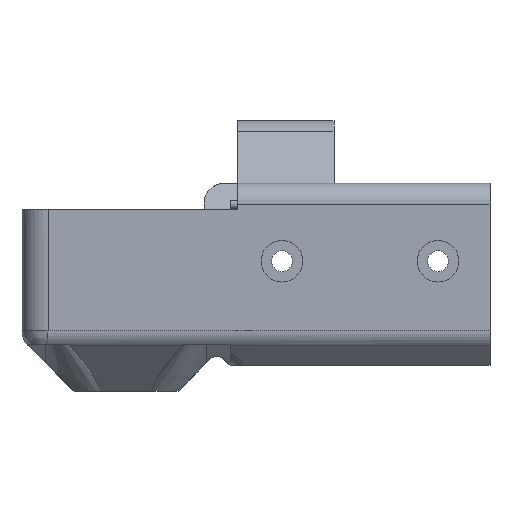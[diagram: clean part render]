
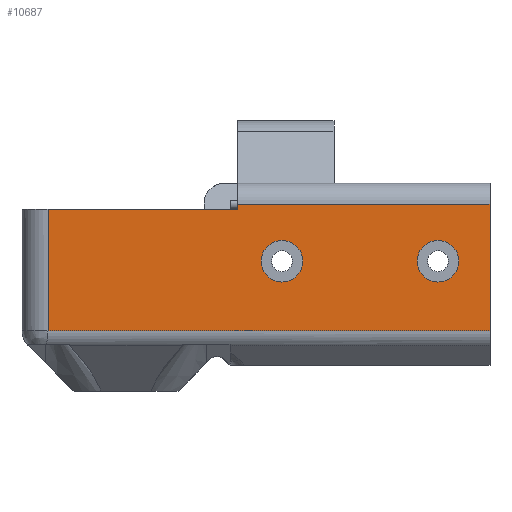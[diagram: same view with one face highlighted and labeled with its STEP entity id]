
A CAD part, left-side view. The second image highlights one B-rep face of the part: STEP entity #10687.
In plain terms, the highlighted planar face has unit normal (-1, 0, 0).
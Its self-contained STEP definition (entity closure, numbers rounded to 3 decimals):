
#140 = PLANE('',#141);
#141 = AXIS2_PLACEMENT_3D('',#142,#143,#144);
#142 = CARTESIAN_POINT('',(0.924,-1.933,0.));
#143 = DIRECTION('',(0.,0.,1.));
#144 = DIRECTION('',(1.,0.,0.));
#1029 = PLANE('',#1030);
#1030 = AXIS2_PLACEMENT_3D('',#1031,#1032,#1033);
#1031 = CARTESIAN_POINT('',(4.05,-21.5,14.95));
#1032 = DIRECTION('',(0.,1.,0.));
#1033 = DIRECTION('',(0.,0.,-1.));
#1103 = PLANE('',#1104);
#1104 = AXIS2_PLACEMENT_3D('',#1105,#1106,#1107);
#1105 = CARTESIAN_POINT('',(-7.393,-70.,-11.27));
#1106 = DIRECTION('',(0.,-1.,0.));
#1107 = DIRECTION('',(0.,0.,1.));
#2731 = VERTEX_POINT('',#2732);
#2732 = CARTESIAN_POINT('',(-20.,-21.5,0.));
#2753 = EDGE_CURVE('',#2754,#2731,#2756,.T.);
#2754 = VERTEX_POINT('',#2755);
#2755 = CARTESIAN_POINT('',(-20.,15.,0.));
#2756 = SURFACE_CURVE('',#2757,(#2761,#2768),.PCURVE_S1.);
#2757 = LINE('',#2758,#2759);
#2758 = CARTESIAN_POINT('',(-20.,20.,0.));
#2759 = VECTOR('',#2760,1.);
#2760 = DIRECTION('',(-0.,-1.,-0.));
#2761 = PCURVE('',#140,#2762);
#2762 = DEFINITIONAL_REPRESENTATION('',(#2763),#2767);
#2763 = LINE('',#2764,#2765);
#2764 = CARTESIAN_POINT('',(-20.924,21.933));
#2765 = VECTOR('',#2766,1.);
#2766 = DIRECTION('',(-0.,-1.));
#2767 = ( GEOMETRIC_REPRESENTATION_CONTEXT(2) 
PARAMETRIC_REPRESENTATION_CONTEXT() REPRESENTATION_CONTEXT('2D SPACE',''
  ) );
#2768 = PCURVE('',#2769,#2774);
#2769 = PLANE('',#2770);
#2770 = AXIS2_PLACEMENT_3D('',#2771,#2772,#2773);
#2771 = CARTESIAN_POINT('',(-20.,-25.151,-12.151));
#2772 = DIRECTION('',(-1.,-0.,-0.));
#2773 = DIRECTION('',(0.,0.,-1.));
#2774 = DEFINITIONAL_REPRESENTATION('',(#2775),#2779);
#2775 = LINE('',#2776,#2777);
#2776 = CARTESIAN_POINT('',(-12.151,-45.151));
#2777 = VECTOR('',#2778,1.);
#2778 = DIRECTION('',(-0.,1.));
#2779 = ( GEOMETRIC_REPRESENTATION_CONTEXT(2) 
PARAMETRIC_REPRESENTATION_CONTEXT() REPRESENTATION_CONTEXT('2D SPACE',''
  ) );
#2798 = CYLINDRICAL_SURFACE('',#2799,5.);
#2799 = AXIS2_PLACEMENT_3D('',#2800,#2801,#2802);
#2800 = CARTESIAN_POINT('',(-15.,15.,0.));
#2801 = DIRECTION('',(0.,0.,-1.));
#2802 = DIRECTION('',(0.,1.,0.));
#5988 = VERTEX_POINT('',#5989);
#5989 = CARTESIAN_POINT('',(-20.,-21.5,1.));
#6008 = CYLINDRICAL_SURFACE('',#6009,4.);
#6009 = AXIS2_PLACEMENT_3D('',#6010,#6011,#6012);
#6010 = CARTESIAN_POINT('',(-16.,-70.,1.));
#6011 = DIRECTION('',(0.,1.,0.));
#6012 = DIRECTION('',(0.,0.,1.));
#6020 = EDGE_CURVE('',#2731,#5988,#6021,.T.);
#6021 = SURFACE_CURVE('',#6022,(#6026,#6033),.PCURVE_S1.);
#6022 = LINE('',#6023,#6024);
#6023 = CARTESIAN_POINT('',(-20.,-21.5,-6.075));
#6024 = VECTOR('',#6025,1.);
#6025 = DIRECTION('',(0.,0.,1.));
#6026 = PCURVE('',#1029,#6027);
#6027 = DEFINITIONAL_REPRESENTATION('',(#6028),#6032);
#6028 = LINE('',#6029,#6030);
#6029 = CARTESIAN_POINT('',(21.025,24.05));
#6030 = VECTOR('',#6031,1.);
#6031 = DIRECTION('',(-1.,0.));
#6032 = ( GEOMETRIC_REPRESENTATION_CONTEXT(2) 
PARAMETRIC_REPRESENTATION_CONTEXT() REPRESENTATION_CONTEXT('2D SPACE',''
  ) );
#6033 = PCURVE('',#2769,#6034);
#6034 = DEFINITIONAL_REPRESENTATION('',(#6035),#6039);
#6035 = LINE('',#6036,#6037);
#6036 = CARTESIAN_POINT('',(-6.075,-3.651));
#6037 = VECTOR('',#6038,1.);
#6038 = DIRECTION('',(-1.,-0.));
#6039 = ( GEOMETRIC_REPRESENTATION_CONTEXT(2) 
PARAMETRIC_REPRESENTATION_CONTEXT() REPRESENTATION_CONTEXT('2D SPACE',''
  ) );
#6465 = VERTEX_POINT('',#6466);
#6466 = CARTESIAN_POINT('',(-20.,-70.,-23.343));
#6481 = CYLINDRICAL_SURFACE('',#6482,4.);
#6482 = AXIS2_PLACEMENT_3D('',#6483,#6484,#6485);
#6483 = CARTESIAN_POINT('',(-16.,-70.,-23.343));
#6484 = DIRECTION('',(0.,1.,0.));
#6485 = DIRECTION('',(-1.,-0.,-0.));
#6493 = EDGE_CURVE('',#6465,#6494,#6496,.T.);
#6494 = VERTEX_POINT('',#6495);
#6495 = CARTESIAN_POINT('',(-20.,-70.,1.));
#6496 = SURFACE_CURVE('',#6497,(#6501,#6508),.PCURVE_S1.);
#6497 = LINE('',#6498,#6499);
#6498 = CARTESIAN_POINT('',(-20.,-70.,-25.));
#6499 = VECTOR('',#6500,1.);
#6500 = DIRECTION('',(0.,0.,1.));
#6501 = PCURVE('',#1103,#6502);
#6502 = DEFINITIONAL_REPRESENTATION('',(#6503),#6507);
#6503 = LINE('',#6504,#6505);
#6504 = CARTESIAN_POINT('',(-13.73,12.607));
#6505 = VECTOR('',#6506,1.);
#6506 = DIRECTION('',(1.,-0.));
#6507 = ( GEOMETRIC_REPRESENTATION_CONTEXT(2) 
PARAMETRIC_REPRESENTATION_CONTEXT() REPRESENTATION_CONTEXT('2D SPACE',''
  ) );
#6508 = PCURVE('',#2769,#6509);
#6509 = DEFINITIONAL_REPRESENTATION('',(#6510),#6514);
#6510 = LINE('',#6511,#6512);
#6511 = CARTESIAN_POINT('',(12.849,44.849));
#6512 = VECTOR('',#6513,1.);
#6513 = DIRECTION('',(-1.,-0.));
#6514 = ( GEOMETRIC_REPRESENTATION_CONTEXT(2) 
PARAMETRIC_REPRESENTATION_CONTEXT() REPRESENTATION_CONTEXT('2D SPACE',''
  ) );
#10374 = EDGE_CURVE('',#2754,#10375,#10377,.T.);
#10375 = VERTEX_POINT('',#10376);
#10376 = CARTESIAN_POINT('',(-20.,15.,-23.343));
#10377 = SURFACE_CURVE('',#10378,(#10382,#10389),.PCURVE_S1.);
#10378 = LINE('',#10379,#10380);
#10379 = CARTESIAN_POINT('',(-20.,15.,0.));
#10380 = VECTOR('',#10381,1.);
#10381 = DIRECTION('',(0.,0.,-1.));
#10382 = PCURVE('',#2798,#10383);
#10383 = DEFINITIONAL_REPRESENTATION('',(#10384),#10388);
#10384 = LINE('',#10385,#10386);
#10385 = CARTESIAN_POINT('',(-1.571,0.));
#10386 = VECTOR('',#10387,1.);
#10387 = DIRECTION('',(-0.,1.));
#10388 = ( GEOMETRIC_REPRESENTATION_CONTEXT(2) 
PARAMETRIC_REPRESENTATION_CONTEXT() REPRESENTATION_CONTEXT('2D SPACE',''
  ) );
#10389 = PCURVE('',#2769,#10390);
#10390 = DEFINITIONAL_REPRESENTATION('',(#10391),#10395);
#10391 = LINE('',#10392,#10393);
#10392 = CARTESIAN_POINT('',(-12.151,-40.151));
#10393 = VECTOR('',#10394,1.);
#10394 = DIRECTION('',(1.,-0.));
#10395 = ( GEOMETRIC_REPRESENTATION_CONTEXT(2) 
PARAMETRIC_REPRESENTATION_CONTEXT() REPRESENTATION_CONTEXT('2D SPACE',''
  ) );
#10687 = ADVANCED_FACE('',(#10688,#10736,#10767),#2769,.T.);
#10688 = FACE_BOUND('',#10689,.F.);
#10689 = EDGE_LOOP('',(#10690,#10691,#10692,#10693,#10714,#10715));
#10690 = ORIENTED_EDGE('',*,*,#10374,.F.);
#10691 = ORIENTED_EDGE('',*,*,#2753,.T.);
#10692 = ORIENTED_EDGE('',*,*,#6020,.T.);
#10693 = ORIENTED_EDGE('',*,*,#10694,.F.);
#10694 = EDGE_CURVE('',#6494,#5988,#10695,.T.);
#10695 = SURFACE_CURVE('',#10696,(#10700,#10707),.PCURVE_S1.);
#10696 = LINE('',#10697,#10698);
#10697 = CARTESIAN_POINT('',(-20.,-70.,1.));
#10698 = VECTOR('',#10699,1.);
#10699 = DIRECTION('',(0.,1.,0.));
#10700 = PCURVE('',#2769,#10701);
#10701 = DEFINITIONAL_REPRESENTATION('',(#10702),#10706);
#10702 = LINE('',#10703,#10704);
#10703 = CARTESIAN_POINT('',(-13.151,44.849));
#10704 = VECTOR('',#10705,1.);
#10705 = DIRECTION('',(-0.,-1.));
#10706 = ( GEOMETRIC_REPRESENTATION_CONTEXT(2) 
PARAMETRIC_REPRESENTATION_CONTEXT() REPRESENTATION_CONTEXT('2D SPACE',''
  ) );
#10707 = PCURVE('',#6008,#10708);
#10708 = DEFINITIONAL_REPRESENTATION('',(#10709),#10713);
#10709 = LINE('',#10710,#10711);
#10710 = CARTESIAN_POINT('',(-1.571,0.));
#10711 = VECTOR('',#10712,1.);
#10712 = DIRECTION('',(-0.,1.));
#10713 = ( GEOMETRIC_REPRESENTATION_CONTEXT(2) 
PARAMETRIC_REPRESENTATION_CONTEXT() REPRESENTATION_CONTEXT('2D SPACE',''
  ) );
#10714 = ORIENTED_EDGE('',*,*,#6493,.F.);
#10715 = ORIENTED_EDGE('',*,*,#10716,.T.);
#10716 = EDGE_CURVE('',#6465,#10375,#10717,.T.);
#10717 = SURFACE_CURVE('',#10718,(#10722,#10729),.PCURVE_S1.);
#10718 = LINE('',#10719,#10720);
#10719 = CARTESIAN_POINT('',(-20.,-70.,-23.343));
#10720 = VECTOR('',#10721,1.);
#10721 = DIRECTION('',(0.,1.,0.));
#10722 = PCURVE('',#2769,#10723);
#10723 = DEFINITIONAL_REPRESENTATION('',(#10724),#10728);
#10724 = LINE('',#10725,#10726);
#10725 = CARTESIAN_POINT('',(11.192,44.849));
#10726 = VECTOR('',#10727,1.);
#10727 = DIRECTION('',(-0.,-1.));
#10728 = ( GEOMETRIC_REPRESENTATION_CONTEXT(2) 
PARAMETRIC_REPRESENTATION_CONTEXT() REPRESENTATION_CONTEXT('2D SPACE',''
  ) );
#10729 = PCURVE('',#6481,#10730);
#10730 = DEFINITIONAL_REPRESENTATION('',(#10731),#10735);
#10731 = LINE('',#10732,#10733);
#10732 = CARTESIAN_POINT('',(-0.,0.));
#10733 = VECTOR('',#10734,1.);
#10734 = DIRECTION('',(-0.,1.));
#10735 = ( GEOMETRIC_REPRESENTATION_CONTEXT(2) 
PARAMETRIC_REPRESENTATION_CONTEXT() REPRESENTATION_CONTEXT('2D SPACE',''
  ) );
#10736 = FACE_BOUND('',#10737,.F.);
#10737 = EDGE_LOOP('',(#10738));
#10738 = ORIENTED_EDGE('',*,*,#10739,.T.);
#10739 = EDGE_CURVE('',#10740,#10740,#10742,.T.);
#10740 = VERTEX_POINT('',#10741);
#10741 = CARTESIAN_POINT('',(-20.,-60.,-6.));
#10742 = SURFACE_CURVE('',#10743,(#10748,#10755),.PCURVE_S1.);
#10743 = CIRCLE('',#10744,4.);
#10744 = AXIS2_PLACEMENT_3D('',#10745,#10746,#10747);
#10745 = CARTESIAN_POINT('',(-20.,-60.,-10.));
#10746 = DIRECTION('',(-1.,0.,0.));
#10747 = DIRECTION('',(0.,0.,1.));
#10748 = PCURVE('',#2769,#10749);
#10749 = DEFINITIONAL_REPRESENTATION('',(#10750),#10754);
#10750 = CIRCLE('',#10751,4.);
#10751 = AXIS2_PLACEMENT_2D('',#10752,#10753);
#10752 = CARTESIAN_POINT('',(-2.151,34.849));
#10753 = DIRECTION('',(-1.,-0.));
#10754 = ( GEOMETRIC_REPRESENTATION_CONTEXT(2) 
PARAMETRIC_REPRESENTATION_CONTEXT() REPRESENTATION_CONTEXT('2D SPACE',''
  ) );
#10755 = PCURVE('',#10756,#10761);
#10756 = CYLINDRICAL_SURFACE('',#10757,4.);
#10757 = AXIS2_PLACEMENT_3D('',#10758,#10759,#10760);
#10758 = CARTESIAN_POINT('',(-17.,-60.,-10.));
#10759 = DIRECTION('',(1.,0.,0.));
#10760 = DIRECTION('',(0.,0.,1.));
#10761 = DEFINITIONAL_REPRESENTATION('',(#10762),#10766);
#10762 = LINE('',#10763,#10764);
#10763 = CARTESIAN_POINT('',(-0.,-3.));
#10764 = VECTOR('',#10765,1.);
#10765 = DIRECTION('',(-1.,0.));
#10766 = ( GEOMETRIC_REPRESENTATION_CONTEXT(2) 
PARAMETRIC_REPRESENTATION_CONTEXT() REPRESENTATION_CONTEXT('2D SPACE',''
  ) );
#10767 = FACE_BOUND('',#10768,.F.);
#10768 = EDGE_LOOP('',(#10769));
#10769 = ORIENTED_EDGE('',*,*,#10770,.T.);
#10770 = EDGE_CURVE('',#10771,#10771,#10773,.T.);
#10771 = VERTEX_POINT('',#10772);
#10772 = CARTESIAN_POINT('',(-20.,-30.,-6.));
#10773 = SURFACE_CURVE('',#10774,(#10779,#10786),.PCURVE_S1.);
#10774 = CIRCLE('',#10775,4.);
#10775 = AXIS2_PLACEMENT_3D('',#10776,#10777,#10778);
#10776 = CARTESIAN_POINT('',(-20.,-30.,-10.));
#10777 = DIRECTION('',(-1.,0.,0.));
#10778 = DIRECTION('',(0.,0.,1.));
#10779 = PCURVE('',#2769,#10780);
#10780 = DEFINITIONAL_REPRESENTATION('',(#10781),#10785);
#10781 = CIRCLE('',#10782,4.);
#10782 = AXIS2_PLACEMENT_2D('',#10783,#10784);
#10783 = CARTESIAN_POINT('',(-2.151,4.849));
#10784 = DIRECTION('',(-1.,-0.));
#10785 = ( GEOMETRIC_REPRESENTATION_CONTEXT(2) 
PARAMETRIC_REPRESENTATION_CONTEXT() REPRESENTATION_CONTEXT('2D SPACE',''
  ) );
#10786 = PCURVE('',#10787,#10792);
#10787 = CYLINDRICAL_SURFACE('',#10788,4.);
#10788 = AXIS2_PLACEMENT_3D('',#10789,#10790,#10791);
#10789 = CARTESIAN_POINT('',(-17.,-30.,-10.));
#10790 = DIRECTION('',(1.,0.,0.));
#10791 = DIRECTION('',(0.,0.,1.));
#10792 = DEFINITIONAL_REPRESENTATION('',(#10793),#10797);
#10793 = LINE('',#10794,#10795);
#10794 = CARTESIAN_POINT('',(-0.,-3.));
#10795 = VECTOR('',#10796,1.);
#10796 = DIRECTION('',(-1.,0.));
#10797 = ( GEOMETRIC_REPRESENTATION_CONTEXT(2) 
PARAMETRIC_REPRESENTATION_CONTEXT() REPRESENTATION_CONTEXT('2D SPACE',''
  ) );
